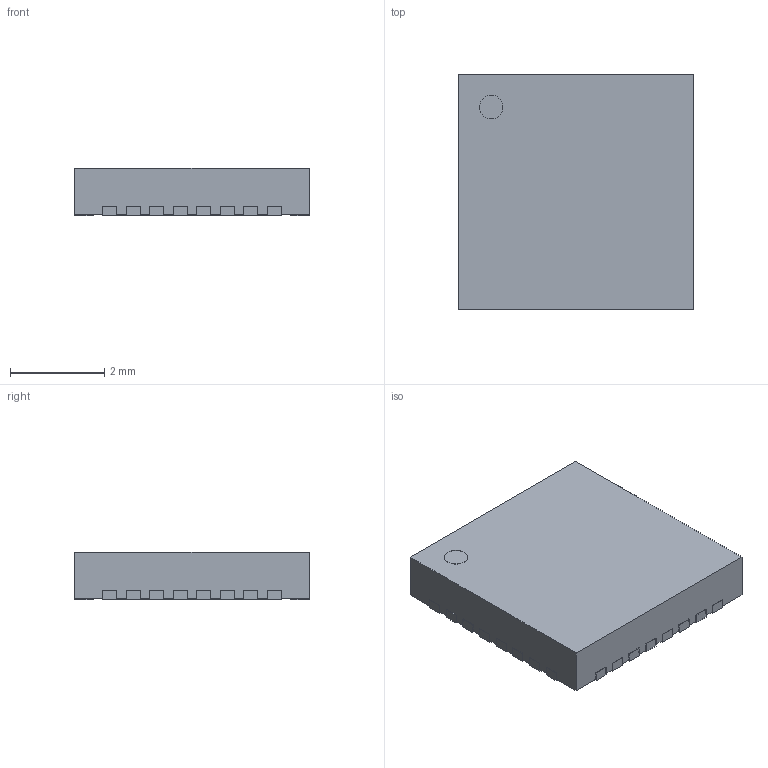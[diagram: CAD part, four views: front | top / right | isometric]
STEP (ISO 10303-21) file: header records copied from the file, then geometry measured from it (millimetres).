
FILE_DESCRIPTION(('FreeCAD Model'),'2;1');
FILE_NAME('qfn32_5x5_p05.step','2016-10-11T17:11:22',( 'Author'),(''),'Open CASCADE STEP processor 6.8','FreeCAD','Unknown' );
FILE_SCHEMA(('AUTOMOTIVE_DESIGN_CC2 { 1 2 10303 214 -1 1 5 4 }'));
Length unit declared in the file: millimetre
Products named in the file (2): ASSEMBLY; qfn32_5x5_p05
Assembly tree (1 placements, depth 2):
  ASSEMBLY
    qfn32_5x5_p05
Bounding box: 5 x 5 x 1.01 mm (x, y, z)
Volume: 24.7 mm3; surface area: 70.9 mm2
Topology: 1 solids, 1 shells, 206 faces, 606 edges, 404 vertices
Faces by surface type: plane 173, cylinder 33
Full cylindrical faces by diameter (mm): 0.5 x1
Entity records: 16155 total; most frequent: CARTESIAN_POINT 2979, DIRECTION 2071, LINE 1521, VECTOR 1521, ORIENTED_EDGE 1212, PCURVE 1212, DEFINITIONAL_REPRESENTATION 1212, EDGE_CURVE 606
